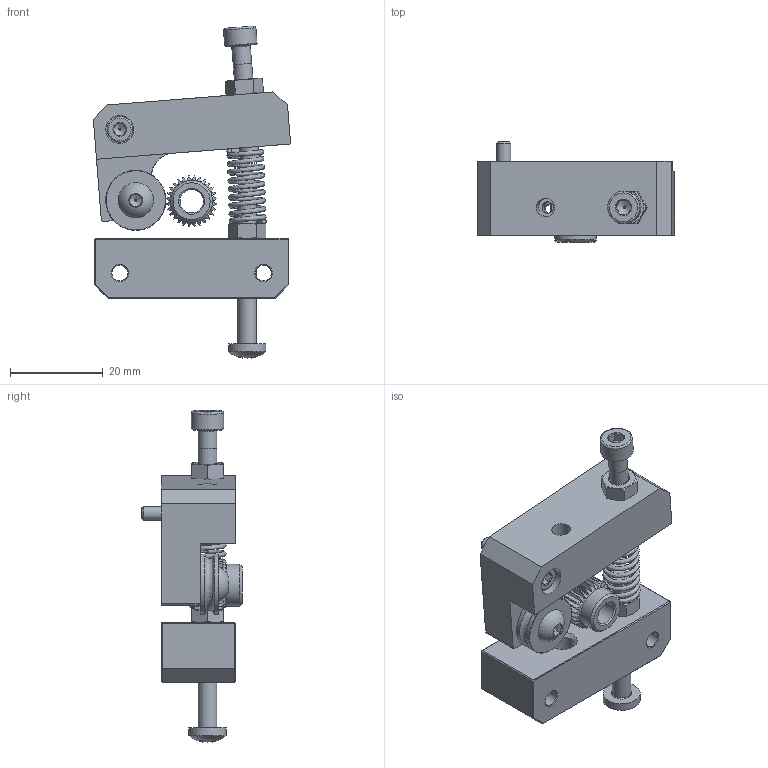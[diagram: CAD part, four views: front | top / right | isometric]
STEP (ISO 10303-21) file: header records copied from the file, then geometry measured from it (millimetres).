
FILE_DESCRIPTION(('FreeCAD Model'),'2;1');
FILE_NAME('Extruder_MK8.step','2019-08-08T14:34:59', ('Sisul Galog'),(''),'Open CASCADE STEP processor 7.3','FreeCAD', 'Unknown');
FILE_SCHEMA(('AUTOMOTIVE_DESIGN { 1 0 10303 214 1 1 1 1 }'));
Length unit declared in the file: millimetre
Products named in the file (1): Extruder_MK8
Bounding box: 42.54 x 21.7 x 71.64 mm (x, y, z)
Volume: 17787 mm3; surface area: 9886.1 mm2
Topology: 7 solids, 9 shells, 366 faces, 811 edges, 469 vertices
Faces by surface type: plane 169, cone 118, cylinder 58, bspline 10, revolution 6, sphere 5
Full cylindrical faces by diameter (mm): 2.5 x1, 3 x1, 3.242 x1, 3.3 x2, 3.4 x3, 4 x7, 5 x2, 5.5 x1, 6 x1, 7 x1, 8 x1, 9 x1, 13 x2
Entity records: 27338 total; most frequent: CARTESIAN_POINT 8589, DIRECTION 3149, ORIENTED_EDGE 1614, PCURVE 1614, DEFINITIONAL_REPRESENTATION 1614, LINE 1212, VECTOR 1212, AXIS2_PLACEMENT_3D 855
